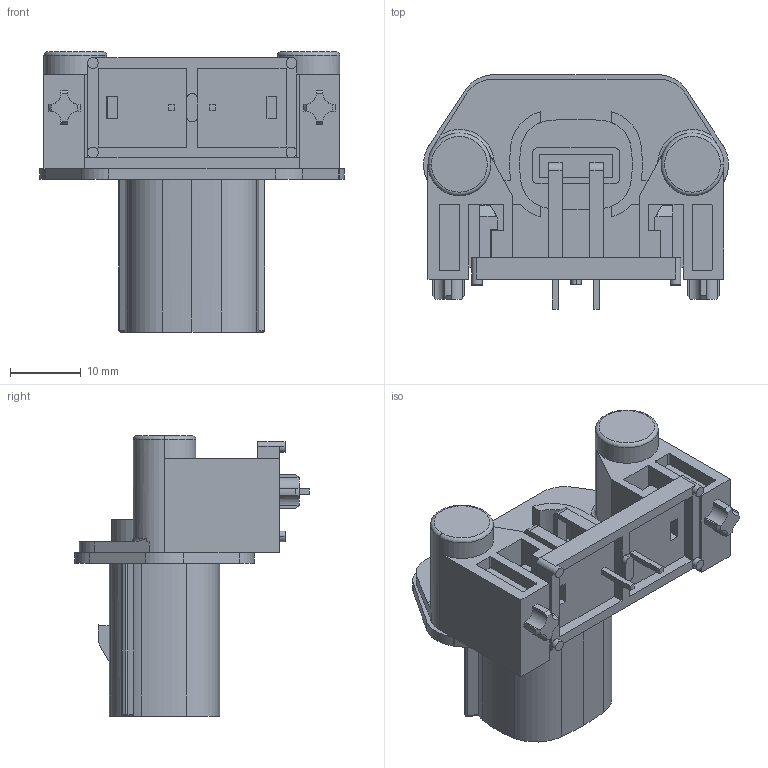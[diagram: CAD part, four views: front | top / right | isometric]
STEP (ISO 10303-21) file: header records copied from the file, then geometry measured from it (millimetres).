
FILE_DESCRIPTION((''),'2;1');
FILE_NAME('194270040','2014-08-12T',('me'),(''),'PRO/ENGINEER BY PARAMETRIC TECHNOLOGY CORPORATION, 2011490','PRO/ENGINEER BY PARAMETRIC TECHNOLOGY CORPORATION, 2011490','');
FILE_SCHEMA(('CONFIG_CONTROL_DESIGN'));
Length unit declared in the file: millimetre
Products named in the file (1): 194270040
Bounding box: 43.18 x 33.2 x 39.66 mm (x, y, z)
Volume: 10247.4 mm3; surface area: 9670.2 mm2
Topology: 1 solids, 1 shells, 438 faces, 1260 edges, 839 vertices
Faces by surface type: plane 282, cylinder 122, cone 22, torus 8, sphere 4
Entity records: 14608 total; most frequent: CARTESIAN_POINT 2864, ORIENTED_EDGE 2496, DIRECTION 2409, EDGE_CURVE 1248, VECTOR 853, LINE 853, VERTEX_POINT 831, AXIS2_PLACEMENT_3D 778
